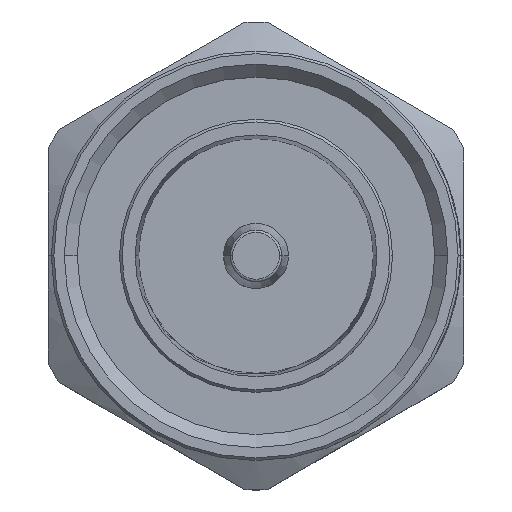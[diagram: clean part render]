
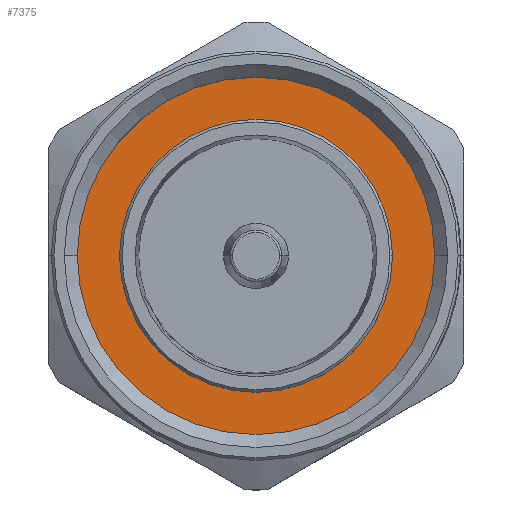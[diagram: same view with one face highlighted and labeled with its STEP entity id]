
A CAD part, top view. The second image highlights one B-rep face of the part: STEP entity #7375.
In plain terms, the highlighted planar face has unit normal (0, 0, 1).
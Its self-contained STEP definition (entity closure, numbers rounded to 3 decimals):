
#232 = CIRCLE ( 'NONE', #2985, 14.8 ) ;
#1093 = ORIENTED_EDGE ( 'NONE', *, *, #1547, .T. ) ;
#1268 = DIRECTION ( 'NONE',  ( -1., 0., 0. ) ) ;
#1547 = EDGE_CURVE ( 'NONE', #2876, #3623, #6643, .T. ) ;
#1813 = DIRECTION ( 'NONE',  ( 0., 0., -1. ) ) ;
#2307 = AXIS2_PLACEMENT_3D ( 'NONE', #8082, #2837, #12353 ) ;
#2333 = VERTEX_POINT ( 'NONE', #3342 ) ;
#2837 = DIRECTION ( 'NONE',  ( 0., 0., -1. ) ) ;
#2876 = VERTEX_POINT ( 'NONE', #10469 ) ;
#2882 = FACE_BOUND ( 'NONE', #10190, .T. ) ;
#2985 = AXIS2_PLACEMENT_3D ( 'NONE', #8086, #6944, #4870 ) ;
#3204 = DIRECTION ( 'NONE',  ( -1., 0., 0. ) ) ;
#3342 = CARTESIAN_POINT ( 'NONE',  ( -14.8, 0., -5.45 ) ) ;
#3623 = VERTEX_POINT ( 'NONE', #10211 ) ;
#3711 = CIRCLE ( 'NONE', #7767, 14.8 ) ;
#4447 = EDGE_CURVE ( 'NONE', #3623, #2876, #11562, .T. ) ;
#4870 = DIRECTION ( 'NONE',  ( -1., 0., 0. ) ) ;
#4966 = ORIENTED_EDGE ( 'NONE', *, *, #8692, .T. ) ;
#5385 = CARTESIAN_POINT ( 'NONE',  ( 0., 0., -5.45 ) ) ;
#5848 = FACE_OUTER_BOUND ( 'NONE', #8991, .T. ) ;
#5885 = DIRECTION ( 'NONE',  ( -1., 0., 0. ) ) ;
#6058 = CARTESIAN_POINT ( 'NONE',  ( 0., 0., -5.45 ) ) ;
#6260 = ORIENTED_EDGE ( 'NONE', *, *, #4447, .T. ) ;
#6493 = DIRECTION ( 'NONE',  ( 0., 0., -1. ) ) ;
#6643 = CIRCLE ( 'NONE', #8834, 10.5 ) ;
#6944 = DIRECTION ( 'NONE',  ( 0., 0., 1. ) ) ;
#7375 = ADVANCED_FACE ( 'NONE', ( #2882, #5848 ), #11302, .F. ) ;
#7689 = EDGE_CURVE ( 'NONE', #8880, #2333, #3711, .T. ) ;
#7767 = AXIS2_PLACEMENT_3D ( 'NONE', #8446, #9537, #3204 ) ;
#8082 = CARTESIAN_POINT ( 'NONE',  ( 0., 0., -5.45 ) ) ;
#8086 = CARTESIAN_POINT ( 'NONE',  ( 0., 0., -5.45 ) ) ;
#8446 = CARTESIAN_POINT ( 'NONE',  ( 0., 0., -5.45 ) ) ;
#8692 = EDGE_CURVE ( 'NONE', #2333, #8880, #232, .T. ) ;
#8834 = AXIS2_PLACEMENT_3D ( 'NONE', #5385, #6493, #1268 ) ;
#8880 = VERTEX_POINT ( 'NONE', #11352 ) ;
#8991 = EDGE_LOOP ( 'NONE', ( #12888, #4966 ) ) ;
#9537 = DIRECTION ( 'NONE',  ( 0., 0., 1. ) ) ;
#10190 = EDGE_LOOP ( 'NONE', ( #1093, #6260 ) ) ;
#10211 = CARTESIAN_POINT ( 'NONE',  ( -10.5, 0., -5.45 ) ) ;
#10469 = CARTESIAN_POINT ( 'NONE',  ( 10.5, 0., -5.45 ) ) ;
#11302 = PLANE ( 'NONE',  #2307 ) ;
#11352 = CARTESIAN_POINT ( 'NONE',  ( 14.8, 0., -5.45 ) ) ;
#11562 = CIRCLE ( 'NONE', #11977, 10.5 ) ;
#11977 = AXIS2_PLACEMENT_3D ( 'NONE', #6058, #1813, #5885 ) ;
#12353 = DIRECTION ( 'NONE',  ( -1., 0., 0. ) ) ;
#12888 = ORIENTED_EDGE ( 'NONE', *, *, #7689, .T. ) ;
